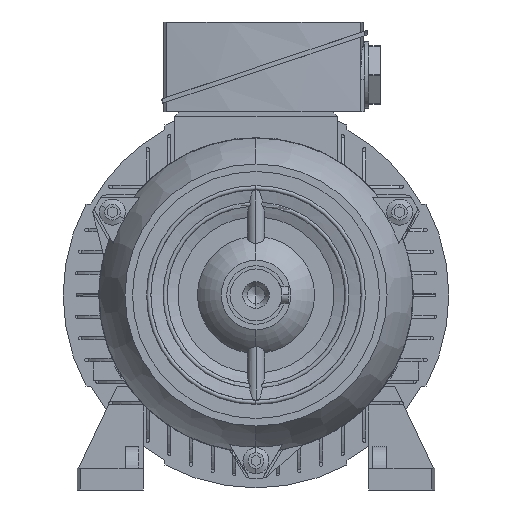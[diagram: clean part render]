
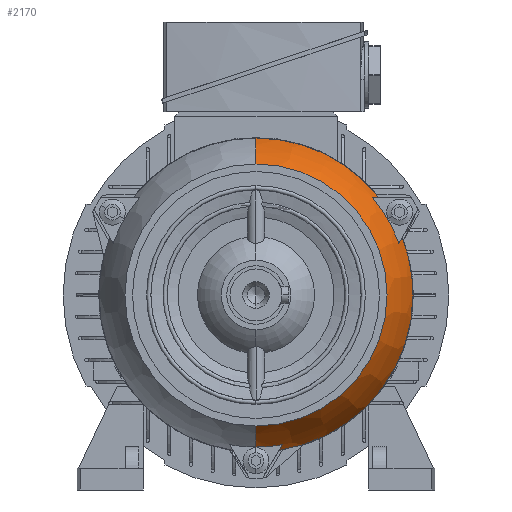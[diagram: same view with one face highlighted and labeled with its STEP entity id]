
A CAD part, left-side view. The second image highlights one B-rep face of the part: STEP entity #2170.
In plain terms, the highlighted toroidal (fillet/blend) face has major radius 18.86 mm and minor radius 95 mm.
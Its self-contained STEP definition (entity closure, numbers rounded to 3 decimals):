
#2170=ADVANCED_FACE('',(#4394),#4395,.T.);
#4394=FACE_OUTER_BOUND('',#6634,.T.);
#4395=TOROIDAL_SURFACE('',#6635,-18.86,95.);
#6634=EDGE_LOOP('',(#13520,#13521,#13522,#13523,#13524,#13525,#13526,#13527,#13528,#13529,#13530));
#6635=AXIS2_PLACEMENT_3D('',#13531,#13532,#13533);
#13520=ORIENTED_EDGE('',*,*,#13756,.T.);
#13521=ORIENTED_EDGE('',*,*,#16444,.T.);
#13522=ORIENTED_EDGE('',*,*,#16431,.T.);
#13523=ORIENTED_EDGE('',*,*,#16446,.F.);
#13524=ORIENTED_EDGE('',*,*,#13754,.F.);
#13525=ORIENTED_EDGE('',*,*,#16447,.T.);
#13526=ORIENTED_EDGE('',*,*,#16448,.T.);
#13527=ORIENTED_EDGE('',*,*,#16449,.T.);
#13528=ORIENTED_EDGE('',*,*,#16450,.F.);
#13529=ORIENTED_EDGE('',*,*,#13759,.T.);
#13530=ORIENTED_EDGE('',*,*,#16451,.T.);
#13531=CARTESIAN_POINT('',(23.221,0.0,0.0));
#13532=DIRECTION('',(1.0,0.0,0.0));
#13533=DIRECTION('',(0.0,0.0,-1.0));
#13754=EDGE_CURVE('',#16560,#16556,#16562,.T.);
#13756=EDGE_CURVE('',#16564,#16565,#16566,.T.);
#13759=EDGE_CURVE('',#16571,#16569,#16572,.T.);
#16431=EDGE_CURVE('',#20548,#20546,#20549,.T.);
#16444=EDGE_CURVE('',#16565,#20548,#20566,.T.);
#16446=EDGE_CURVE('',#16556,#20546,#20568,.T.);
#16447=EDGE_CURVE('',#16560,#20569,#20570,.T.);
#16448=EDGE_CURVE('',#20569,#20571,#20572,.T.);
#16449=EDGE_CURVE('',#20571,#20573,#20574,.T.);
#16450=EDGE_CURVE('',#16571,#20573,#20575,.T.);
#16451=EDGE_CURVE('',#16569,#16564,#20576,.T.);
#16556=VERTEX_POINT('',#20816);
#16560=VERTEX_POINT('',#20821);
#16562=CIRCLE('',#20824,72.45);
#16564=VERTEX_POINT('',#20826);
#16565=VERTEX_POINT('',#20827);
#16566=CIRCLE('',#20828,95.);
#16569=VERTEX_POINT('',#20831);
#16571=VERTEX_POINT('',#20833);
#16572=CIRCLE('',#20834,95.);
#20546=VERTEX_POINT('',#28158);
#20548=VERTEX_POINT('',#28161);
#20549=B_SPLINE_CURVE_WITH_KNOTS('',3,(#28162,#28163,#28164,#28165,#28166,#28167),.UNSPECIFIED.,.F.,.F.,(4,2,4),(62.192,67.067,71.941),.UNSPECIFIED.);
#20566=CIRCLE('',#28193,70.142);
#20568=CIRCLE('',#28195,72.45);
#20569=VERTEX_POINT('',#28196);
#20570=B_SPLINE_CURVE_WITH_KNOTS('',3,(#28197,#28198,#28199,#28200,#28201,#28202),.UNSPECIFIED.,.F.,.F.,(4,2,4),(311.449,316.323,321.198),.UNSPECIFIED.);
#20571=VERTEX_POINT('',#28203);
#20572=CIRCLE('',#28204,70.142);
#20573=VERTEX_POINT('',#28205);
#20574=B_SPLINE_CURVE_WITH_KNOTS('',3,(#28206,#28207,#28208,#28209,#28210,#28211),.UNSPECIFIED.,.F.,.F.,(4,2,4),(62.192,67.067,71.941),.UNSPECIFIED.);
#20575=CIRCLE('',#28212,72.45);
#20576=CIRCLE('',#28213,60.5);
#20816=CARTESIAN_POINT('',(-3.0,-72.45,0.));
#20821=CARTESIAN_POINT('',(-3.0,-67.413,26.543));
#20824=AXIS2_PLACEMENT_3D('',#28336,#28337,#28338);
#20826=CARTESIAN_POINT('',(-29.,0.,-60.5));
#20827=CARTESIAN_POINT('',(-10.0,0.,-70.142));
#20828=AXIS2_PLACEMENT_3D('',#28339,#28340,#28341);
#20831=CARTESIAN_POINT('',(-29.,0.,60.5));
#20833=CARTESIAN_POINT('',(-3.0,0.,72.45));
#20834=AXIS2_PLACEMENT_3D('',#28348,#28349,#28350);
#28158=CARTESIAN_POINT('',(-3.0,-10.719,-71.653));
#28161=CARTESIAN_POINT('',(-10.0,-12.278,-69.059));
#28162=CARTESIAN_POINT('',(-11.342,-12.629,-68.475));
#28163=CARTESIAN_POINT('',(-9.798,-12.214,-69.165));
#28164=CARTESIAN_POINT('',(-8.191,-11.82,-69.821));
#28165=CARTESIAN_POINT('',(-4.925,-11.092,-71.032));
#28166=CARTESIAN_POINT('',(-3.266,-10.759,-71.586));
#28167=CARTESIAN_POINT('',(-1.622,-10.463,-72.079));
#28193=AXIS2_PLACEMENT_3D('',#31312,#31313,#31314);
#28195=AXIS2_PLACEMENT_3D('',#31315,#31316,#31317);
#28196=CARTESIAN_POINT('',(-10.0,-65.946,23.897));
#28197=CARTESIAN_POINT('',(-1.622,-67.654,26.978));
#28198=CARTESIAN_POINT('',(-3.266,-67.375,26.475));
#28199=CARTESIAN_POINT('',(-4.925,-67.062,25.91));
#28200=CARTESIAN_POINT('',(-8.191,-66.377,24.674));
#28201=CARTESIAN_POINT('',(-9.798,-66.006,24.004));
#28202=CARTESIAN_POINT('',(-11.342,-65.615,23.301));
#28203=CARTESIAN_POINT('',(-10.0,-53.668,45.162));
#28204=AXIS2_PLACEMENT_3D('',#31318,#31319,#31320);
#28205=CARTESIAN_POINT('',(-3.0,-56.693,45.11));
#28206=CARTESIAN_POINT('',(-11.342,-52.987,45.174));
#28207=CARTESIAN_POINT('',(-9.798,-53.791,45.16));
#28208=CARTESIAN_POINT('',(-8.191,-54.557,45.147));
#28209=CARTESIAN_POINT('',(-4.925,-55.969,45.122));
#28210=CARTESIAN_POINT('',(-3.266,-56.616,45.111));
#28211=CARTESIAN_POINT('',(-1.622,-57.191,45.101));
#28212=AXIS2_PLACEMENT_3D('',#31321,#31322,#31323);
#28213=AXIS2_PLACEMENT_3D('',#31324,#31325,#31326);
#28336=CARTESIAN_POINT('',(-3.0,0.0,0.0));
#28337=DIRECTION('',(1.0,0.0,0.0));
#28338=DIRECTION('',(0.0,1.0,0.0));
#28339=CARTESIAN_POINT('',(23.221,0.,18.86));
#28340=DIRECTION('',(0.0,-1.0,0.));
#28341=DIRECTION('',(0.0,0.,-1.0));
#28348=CARTESIAN_POINT('',(23.221,0.,-18.86));
#28349=DIRECTION('',(0.0,-1.0,0.));
#28350=DIRECTION('',(0.0,0.,1.0));
#31312=CARTESIAN_POINT('',(-10.0,0.0,0.0));
#31313=DIRECTION('',(-1.0,0.0,0.0));
#31314=DIRECTION('',(0.0,-0.0,1.0));
#31315=CARTESIAN_POINT('',(-3.0,0.0,0.0));
#31316=DIRECTION('',(1.0,0.0,0.0));
#31317=DIRECTION('',(0.0,1.0,0.0));
#31318=CARTESIAN_POINT('',(-10.0,0.0,0.0));
#31319=DIRECTION('',(-1.0,-0.0,0.0));
#31320=DIRECTION('',(0.0,0.0,1.0));
#31321=CARTESIAN_POINT('',(-3.0,0.0,0.0));
#31322=DIRECTION('',(1.0,0.0,0.0));
#31323=DIRECTION('',(0.0,1.0,0.0));
#31324=CARTESIAN_POINT('',(-29.,0.0,0.0));
#31325=DIRECTION('',(1.0,0.0,0.0));
#31326=DIRECTION('',(0.0,1.0,0.0));
